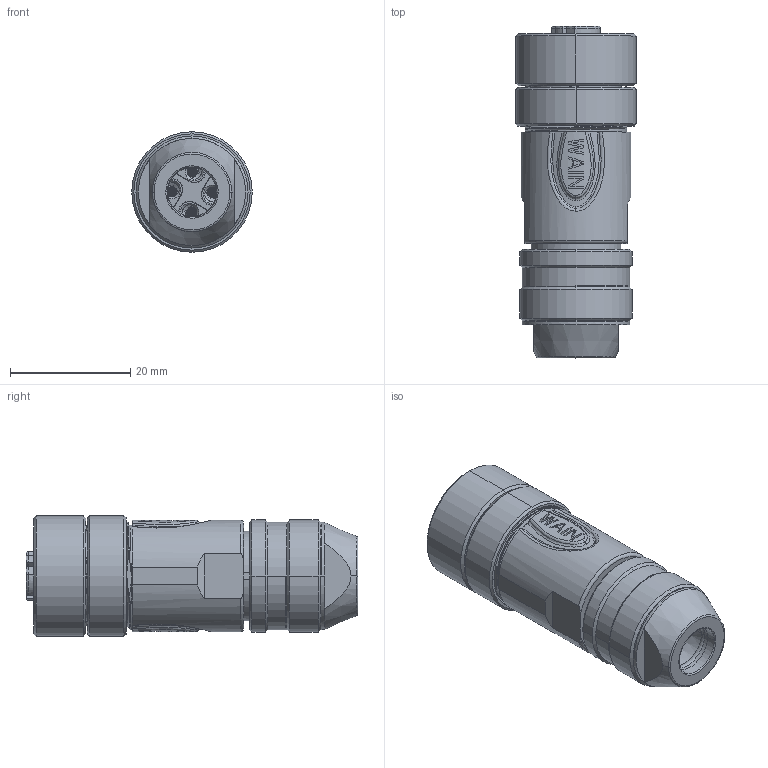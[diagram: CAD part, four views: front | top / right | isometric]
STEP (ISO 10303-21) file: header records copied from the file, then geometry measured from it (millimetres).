
FILE_DESCRIPTION((''),'2;1');
FILE_NAME('PRT0001','2017-08-14T',('zq.xu'),(''),'PRO/ENGINEER BY PARAMETRIC TECHNOLOGY CORPORATION, 2012480','PRO/ENGINEER BY PARAMETRIC TECHNOLOGY CORPORATION, 2012480','');
FILE_SCHEMA(('AUTOMOTIVE_DESIGN { 1 0 10303 214 1 1 1 1 }'));
Products named in the file (1): PRT0001
Bounding box: 20 x 55.1 x 20 mm (x, y, z)
Volume: 9569.6 mm3; surface area: 13453.1 mm2
Topology: 1 solids, 1 shells, 1349 faces, 4185 edges, 2817 vertices
Faces by surface type: plane 418, cylinder 408, bspline 188, cone 175, torus 96, extrusion 64
Entity records: 75999 total; most frequent: CARTESIAN_POINT 41670, ORIENTED_EDGE 8338, DIRECTION 5613, EDGE_CURVE 4169, VERTEX_POINT 2817, AXIS2_PLACEMENT_3D 2144, B_SPLINE_CURVE_WITH_KNOTS 1925, EDGE_LOOP 1460
